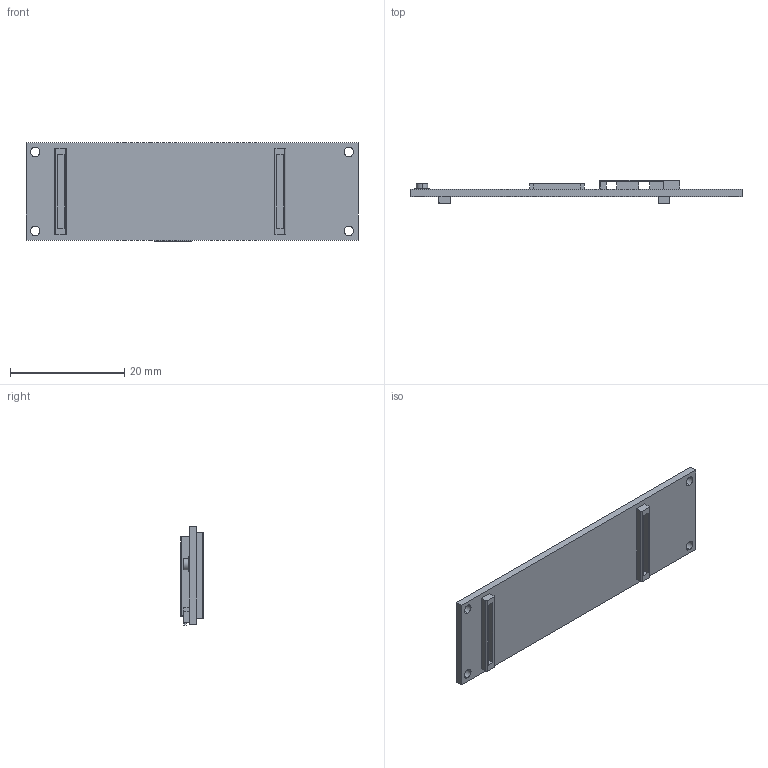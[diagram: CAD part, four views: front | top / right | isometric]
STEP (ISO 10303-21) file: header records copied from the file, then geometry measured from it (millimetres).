
FILE_DESCRIPTION (( 'STEP AP214' ), '1' );
FILE_NAME ('OveroEarth-Water.STEP', '2010-04-19T20:49:08', ( 'TES-SolidWorks' ), ( 'Tucson Embedded Systems, Inc.' ), 'SwSTEP 2.0', 'SolidWorks 2008', '' );
FILE_SCHEMA (( 'AUTOMOTIVE_DESIGN' ));
Length unit declared in the file: inch
Products named in the file (6): OveroEarth-Water; u.FLCon; MSDslot; overoEarth-Water-MOTHERBOARD; FH26-27S; AVX5602-70pinmale
Assembly tree (6 placements, depth 2):
  OveroEarth-Water
    u.FLCon
    MSDslot
    AVX5602-70pinmale  x2
    FH26-27S
    overoEarth-Water-MOTHERBOARD
Bounding box: 58 x 3.99 x 17.2 mm (x, y, z)
Volume: 1393.9 mm3; surface area: 3010.2 mm2
Topology: 7 solids, 7 shells, 125 faces, 316 edges, 210 vertices
Faces by surface type: plane 101, cylinder 22, torus 2
Entity records: 3671 total; most frequent: CARTESIAN_POINT 597, ORIENTED_EDGE 572, DIRECTION 572, EDGE_CURVE 286, VECTOR 242, LINE 242, VERTEX_POINT 190, AXIS2_PLACEMENT_3D 165
